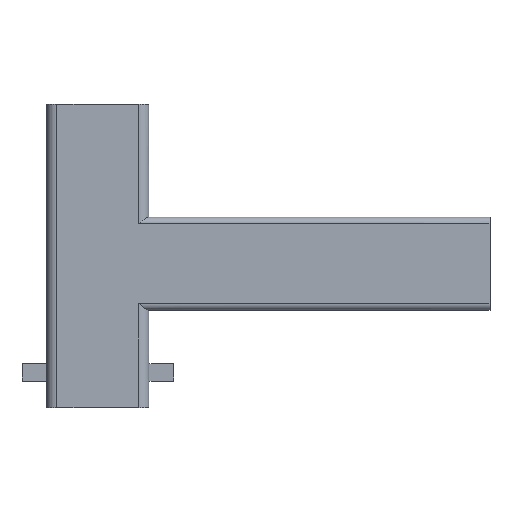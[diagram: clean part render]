
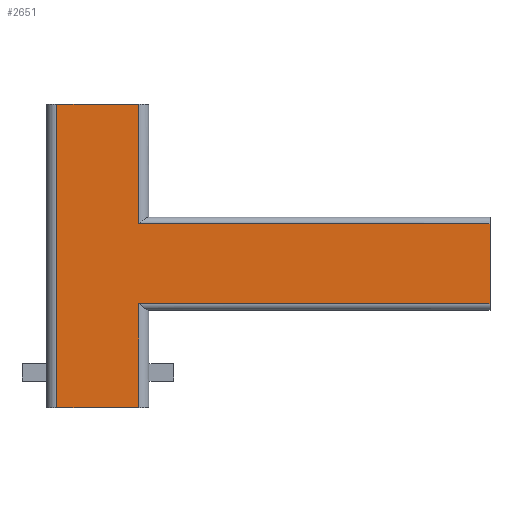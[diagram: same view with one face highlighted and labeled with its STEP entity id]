
A CAD part, left-side view. The second image highlights one B-rep face of the part: STEP entity #2651.
In plain terms, the highlighted planar face has unit normal (-1, 0, 0).
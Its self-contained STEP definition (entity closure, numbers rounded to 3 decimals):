
#135=LINE('',#3942,#411);
#189=LINE('',#4136,#465);
#191=LINE('',#4141,#467);
#208=LINE('',#4207,#484);
#209=LINE('',#4221,#485);
#210=LINE('',#4224,#486);
#211=LINE('',#4226,#487);
#212=LINE('',#4227,#488);
#411=VECTOR('',#3114,10.);
#465=VECTOR('',#3262,10.);
#467=VECTOR('',#3266,10.);
#484=VECTOR('',#3355,10.);
#485=VECTOR('',#3358,10.);
#486=VECTOR('',#3363,10.);
#487=VECTOR('',#3366,10.);
#488=VECTOR('',#3367,10.);
#664=PLANE('',#2851);
#770=FACE_OUTER_BOUND('',#909,.T.);
#909=EDGE_LOOP('',(#2113,#2114,#2115,#2116,#2117,#2118,#2119,#2120));
#1165=VERTEX_POINT('',#3940);
#1166=VERTEX_POINT('',#3941);
#1209=VERTEX_POINT('',#4121);
#1211=VERTEX_POINT('',#4125);
#1213=VERTEX_POINT('',#4140);
#1226=VERTEX_POINT('',#4205);
#1227=VERTEX_POINT('',#4209);
#1228=VERTEX_POINT('',#4220);
#1443=EDGE_CURVE('',#1165,#1166,#135,.T.);
#1519=EDGE_CURVE('',#1211,#1209,#189,.T.);
#1521=EDGE_CURVE('',#1213,#1209,#191,.T.);
#1554=EDGE_CURVE('',#1226,#1211,#208,.T.);
#1556=EDGE_CURVE('',#1227,#1228,#209,.T.);
#1558=EDGE_CURVE('',#1213,#1165,#210,.T.);
#1559=EDGE_CURVE('',#1226,#1228,#211,.T.);
#1560=EDGE_CURVE('',#1166,#1227,#212,.T.);
#2113=ORIENTED_EDGE('',*,*,#1558,.F.);
#2114=ORIENTED_EDGE('',*,*,#1521,.T.);
#2115=ORIENTED_EDGE('',*,*,#1519,.F.);
#2116=ORIENTED_EDGE('',*,*,#1554,.F.);
#2117=ORIENTED_EDGE('',*,*,#1559,.T.);
#2118=ORIENTED_EDGE('',*,*,#1556,.F.);
#2119=ORIENTED_EDGE('',*,*,#1560,.F.);
#2120=ORIENTED_EDGE('',*,*,#1443,.F.);
#2651=ADVANCED_FACE('',(#770),#664,.T.);
#2851=AXIS2_PLACEMENT_3D('',#4225,#3364,#3365);
#3114=DIRECTION('',(0.,-1.,0.));
#3262=DIRECTION('',(0.,0.,-1.));
#3266=DIRECTION('',(0.,-1.,0.));
#3355=DIRECTION('',(0.,1.,0.));
#3358=DIRECTION('',(0.,-1.,0.));
#3363=DIRECTION('',(0.,0.,1.));
#3364=DIRECTION('center_axis',(-1.,0.,0.));
#3365=DIRECTION('ref_axis',(0.,0.,1.));
#3366=DIRECTION('',(0.,0.,1.));
#3367=DIRECTION('',(0.,0.,-1.));
#3940=CARTESIAN_POINT('',(-3.75,3.455,23.698));
#3941=CARTESIAN_POINT('',(-3.75,-2.945,23.698));
#3942=CARTESIAN_POINT('',(-3.75,-8.487,23.698));
#4121=CARTESIAN_POINT('',(-3.75,-2.945,0.));
#4125=CARTESIAN_POINT('',(-3.75,-2.945,8.125));
#4136=CARTESIAN_POINT('',(-3.75,-2.945,16.558));
#4140=CARTESIAN_POINT('',(-3.75,3.455,0.));
#4141=CARTESIAN_POINT('',(-3.75,4.255,0.));
#4205=CARTESIAN_POINT('',(-3.75,-30.39,8.125));
#4207=CARTESIAN_POINT('',(-3.75,-24.504,8.125));
#4209=CARTESIAN_POINT('',(-3.75,-2.945,14.375));
#4220=CARTESIAN_POINT('',(-3.75,-30.39,14.375));
#4221=CARTESIAN_POINT('',(-3.75,-10.665,14.375));
#4224=CARTESIAN_POINT('',(-3.75,3.455,5.625));
#4225=CARTESIAN_POINT('Origin',(-3.75,-17.584,11.25));
#4226=CARTESIAN_POINT('',(-3.75,-30.39,11.25));
#4227=CARTESIAN_POINT('',(-3.75,-2.945,16.558));
